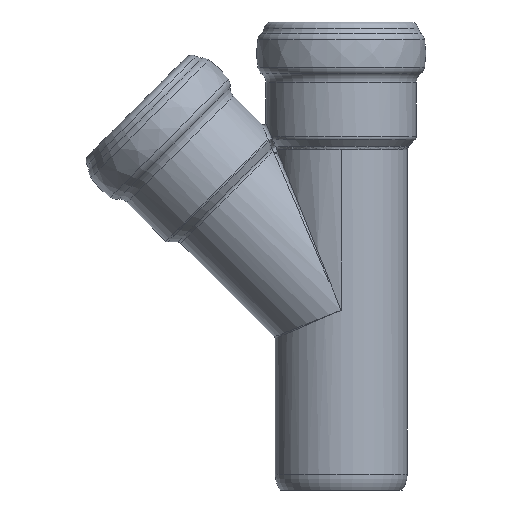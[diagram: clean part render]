
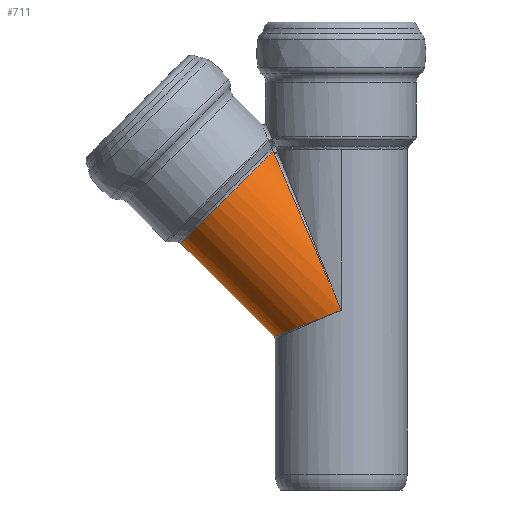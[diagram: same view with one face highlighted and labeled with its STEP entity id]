
A CAD part, left-side view. The second image highlights one B-rep face of the part: STEP entity #711.
In plain terms, the highlighted cylindrical face has radius 29 mm (diameter 58 mm), a partial arc.
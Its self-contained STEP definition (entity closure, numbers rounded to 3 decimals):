
#47=ELLIPSE('',#787,78.017,29.);
#48=ELLIPSE('',#789,205.669,29.);
#49=ELLIPSE('',#790,75.781,29.);
#50=ELLIPSE('',#792,75.781,29.);
#51=ELLIPSE('',#793,205.669,29.);
#52=ELLIPSE('',#794,78.017,29.);
#53=ELLIPSE('',#795,31.55,29.);
#59=CYLINDRICAL_SURFACE('',#788,29.);
#129=FACE_OUTER_BOUND('',#194,.T.);
#194=EDGE_LOOP('',(#524,#525,#526,#527,#528,#529,#530,#531));
#286=CIRCLE('',#791,29.);
#342=VERTEX_POINT('',#1162);
#344=VERTEX_POINT('',#1165);
#350=VERTEX_POINT('',#1220);
#351=VERTEX_POINT('',#1236);
#352=VERTEX_POINT('',#1238);
#353=VERTEX_POINT('',#1240);
#354=VERTEX_POINT('',#1242);
#355=VERTEX_POINT('',#1244);
#426=EDGE_CURVE('',#350,#342,#47,.T.);
#427=EDGE_CURVE('',#350,#351,#48,.T.);
#428=EDGE_CURVE('',#351,#352,#49,.T.);
#429=EDGE_CURVE('',#353,#352,#286,.T.);
#430=EDGE_CURVE('',#353,#354,#50,.T.);
#431=EDGE_CURVE('',#354,#355,#51,.T.);
#432=EDGE_CURVE('',#344,#355,#52,.T.);
#433=EDGE_CURVE('',#342,#344,#53,.T.);
#524=ORIENTED_EDGE('',*,*,#426,.F.);
#525=ORIENTED_EDGE('',*,*,#427,.T.);
#526=ORIENTED_EDGE('',*,*,#428,.T.);
#527=ORIENTED_EDGE('',*,*,#429,.F.);
#528=ORIENTED_EDGE('',*,*,#430,.T.);
#529=ORIENTED_EDGE('',*,*,#431,.T.);
#530=ORIENTED_EDGE('',*,*,#432,.F.);
#531=ORIENTED_EDGE('',*,*,#433,.F.);
#711=ADVANCED_FACE('',(#129),#59,.T.);
#787=AXIS2_PLACEMENT_3D('',#1234,#939,#940);
#788=AXIS2_PLACEMENT_3D('',#1235,#941,#942);
#789=AXIS2_PLACEMENT_3D('',#1237,#943,#944);
#790=AXIS2_PLACEMENT_3D('',#1239,#945,#946);
#791=AXIS2_PLACEMENT_3D('',#1241,#947,#948);
#792=AXIS2_PLACEMENT_3D('',#1243,#949,#950);
#793=AXIS2_PLACEMENT_3D('',#1245,#951,#952);
#794=AXIS2_PLACEMENT_3D('',#1246,#953,#954);
#795=AXIS2_PLACEMENT_3D('',#1247,#955,#956);
#939=DIRECTION('center_axis',(0.,-0.919,0.394));
#940=DIRECTION('ref_axis',(0.,0.394,0.919));
#941=DIRECTION('center_axis',(0.,0.707,0.707));
#942=DIRECTION('ref_axis',(0.,-0.707,0.707));
#943=DIRECTION('center_axis',(0.,0.8,-0.6));
#944=DIRECTION('ref_axis',(0.,0.6,0.8));
#945=DIRECTION('center_axis',(0.,0.924,-0.383));
#946=DIRECTION('ref_axis',(0.,0.383,0.924));
#947=DIRECTION('center_axis',(0.,0.707,0.707));
#948=DIRECTION('ref_axis',(0.,0.707,-0.707));
#949=DIRECTION('center_axis',(0.,0.924,-0.383));
#950=DIRECTION('ref_axis',(0.,0.383,0.924));
#951=DIRECTION('center_axis',(0.,0.8,-0.6));
#952=DIRECTION('ref_axis',(0.,0.6,0.8));
#953=DIRECTION('center_axis',(0.,-0.919,0.394));
#954=DIRECTION('ref_axis',(0.,0.394,0.919));
#955=DIRECTION('center_axis',(0.,-0.371,
-0.928));
#956=DIRECTION('ref_axis',(0.,0.928,-0.371));
#1162=CARTESIAN_POINT('',(-29.,0.,-71.38));
#1165=CARTESIAN_POINT('',(29.,0.,-71.38));
#1220=CARTESIAN_POINT('',(-7.266,29.728,-1.948));
#1234=CARTESIAN_POINT('Origin',(0.,0.,-71.38));
#1235=CARTESIAN_POINT('Origin',(0.,25.237,-46.143));
#1236=CARTESIAN_POINT('',(-7.03,29.983,-1.609));
#1237=CARTESIAN_POINT('Origin',(0.,-89.805,-161.185));
#1238=CARTESIAN_POINT('',(-7.006,29.989,-1.594));
#1239=CARTESIAN_POINT('Origin',(0.,1.848,-69.532));
#1240=CARTESIAN_POINT('',(7.006,29.989,-1.594));
#1241=CARTESIAN_POINT('Origin',(0.,49.887,-21.493));
#1242=CARTESIAN_POINT('',(7.03,29.983,-1.609));
#1243=CARTESIAN_POINT('Origin',(0.,1.848,-69.532));
#1244=CARTESIAN_POINT('',(7.266,29.728,-1.948));
#1245=CARTESIAN_POINT('Origin',(0.,-89.805,-161.185));
#1246=CARTESIAN_POINT('Origin',(0.,0.,-71.38));
#1247=CARTESIAN_POINT('Origin',(0.,0.,-71.38));
